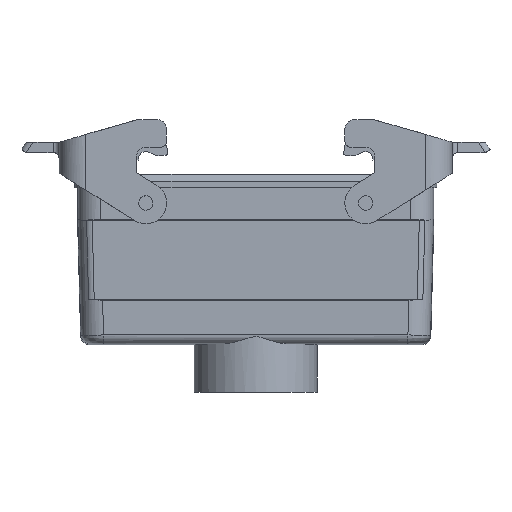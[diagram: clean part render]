
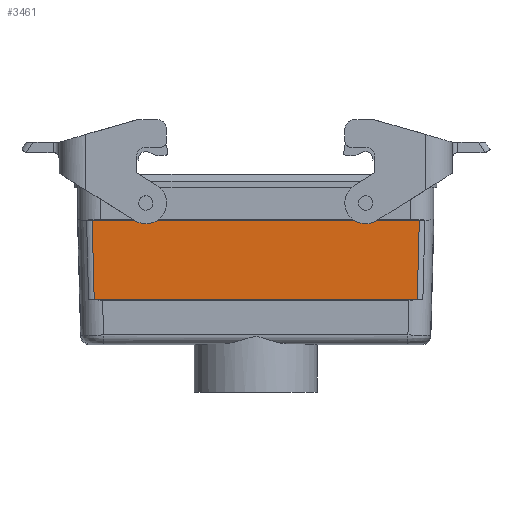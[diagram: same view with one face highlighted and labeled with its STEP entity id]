
A CAD part, front view. The second image highlights one B-rep face of the part: STEP entity #3461.
In plain terms, the highlighted planar face has unit normal (0, -1, -0.018).
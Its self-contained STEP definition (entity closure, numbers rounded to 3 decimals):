
#1898=LINE('',#13236,#2662);
#1899=LINE('',#13239,#2663);
#1900=LINE('',#13241,#2664);
#1901=LINE('',#13243,#2665);
#2662=VECTOR('',#10854,1.);
#2663=VECTOR('',#10855,1.);
#2664=VECTOR('',#10856,1.);
#2665=VECTOR('',#10857,1.);
#3461=ADVANCED_FACE('',(#4212),#3913,.T.);
#3913=PLANE('',#9879);
#4212=FACE_OUTER_BOUND('',#4647,.T.);
#4647=EDGE_LOOP('',(#5378,#5379,#5380,#5381));
#5378=ORIENTED_EDGE('',*,*,#8402,.T.);
#5379=ORIENTED_EDGE('',*,*,#8403,.T.);
#5380=ORIENTED_EDGE('',*,*,#8404,.T.);
#5381=ORIENTED_EDGE('',*,*,#8405,.T.);
#7610=VERTEX_POINT('',#13237);
#7611=VERTEX_POINT('',#13238);
#7612=VERTEX_POINT('',#13240);
#7613=VERTEX_POINT('',#13242);
#8402=EDGE_CURVE('',#7610,#7611,#1898,.T.);
#8403=EDGE_CURVE('',#7611,#7612,#1899,.T.);
#8404=EDGE_CURVE('',#7612,#7613,#1900,.T.);
#8405=EDGE_CURVE('',#7613,#7610,#1901,.T.);
#9879=AXIS2_PLACEMENT_3D('',#13244,#10858,#10859);
#10854=DIRECTION('',(-1.,0.,0.));
#10855=DIRECTION('',(0.026,0.018,-1.));
#10856=DIRECTION('',(1.,0.,0.));
#10857=DIRECTION('',(0.026,-0.018,1.));
#10858=DIRECTION('',(0.,-1.,-0.018));
#10859=DIRECTION('',(0.,0.018,-1.));
#13236=CARTESIAN_POINT('',(70.,-20.497,-4.027));
#13237=CARTESIAN_POINT('',(55.08,-20.497,-4.027));
#13238=CARTESIAN_POINT('',(-55.08,-20.497,-4.027));
#13239=CARTESIAN_POINT('',(-54.307,-19.963,-33.89));
#13240=CARTESIAN_POINT('',(-54.39,-20.021,-30.674));
#13241=CARTESIAN_POINT('',(70.,-20.021,-30.674));
#13242=CARTESIAN_POINT('',(54.39,-20.021,-30.674));
#13243=CARTESIAN_POINT('',(54.401,-20.028,-30.271));
#13244=CARTESIAN_POINT('',(70.,-20.021,-30.674));
